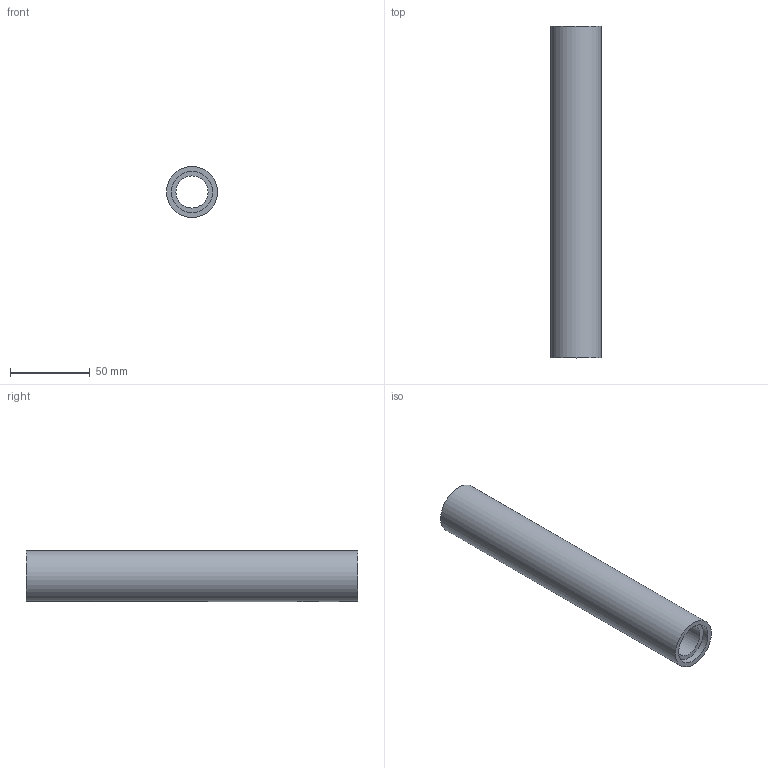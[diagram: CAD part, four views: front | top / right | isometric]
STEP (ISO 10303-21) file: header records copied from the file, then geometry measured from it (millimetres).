
FILE_DESCRIPTION(/* description */ (''),/* implementation_level */ '2;1');
FILE_NAME(/* name */ 'back_handle.step',/* time_stamp */ '2021-10-14T08:48:53+02:00',/* author */ (''),/* organization */ (''),/* preprocessor_version */ 'ST-DEVELOPER v18.1',/* originating_system */ 'Autodesk Translation Framework v10.10.0.1391',/* authorisation */ '');
FILE_SCHEMA (('AUTOMOTIVE_DESIGN { 1 0 10303 214 3 1 1 }'));
Length unit declared in the file: millimetre
Products named in the file (1): FusionComponent
Bounding box: 32 x 208.25 x 32 mm (x, y, z)
Volume: 99632.1 mm3; surface area: 36420.5 mm2
Topology: 1 solids, 1 shells, 17 faces, 38 edges, 26 vertices
Faces by surface type: cylinder 11, plane 6
Full cylindrical faces by diameter (mm): 2.8 x1, 3 x2, 20.2 x2, 26 x1, 26.4 x1, 32 x1
Entity records: 726 total; most frequent: CARTESIAN_POINT 282, DIRECTION 84, ORIENTED_EDGE 76, EDGE_CURVE 38, AXIS2_PLACEMENT_3D 36, EDGE_LOOP 28, VERTEX_POINT 26, CIRCLE 18
